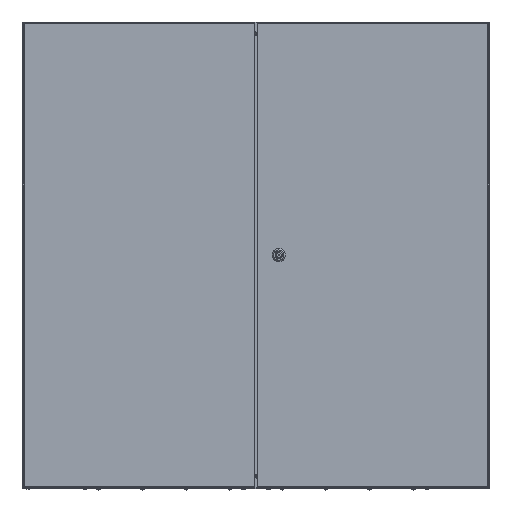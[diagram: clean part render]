
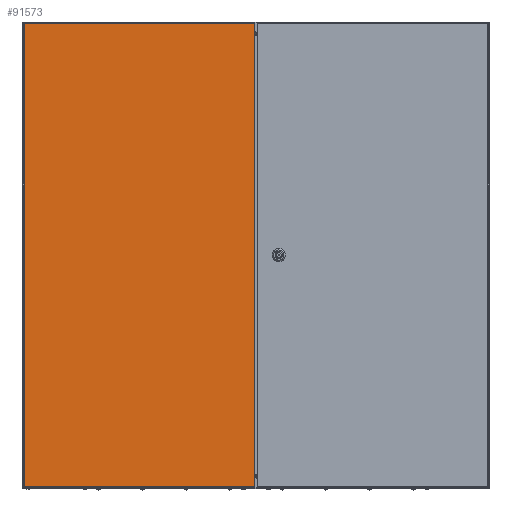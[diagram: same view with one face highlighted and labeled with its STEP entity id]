
A CAD part, top view. The second image highlights one B-rep face of the part: STEP entity #91573.
In plain terms, the highlighted planar face has unit normal (0, 0, 1).
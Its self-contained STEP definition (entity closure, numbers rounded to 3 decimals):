
#1706 = EDGE_LOOP ( 'NONE', ( #34315, #58316, #7930, #32139 ) ) ;
#4693 = FACE_OUTER_BOUND ( 'NONE', #1706, .T. ) ;
#7930 = ORIENTED_EDGE ( 'NONE', *, *, #34424, .T. ) ;
#18117 = CARTESIAN_POINT ( 'NONE',  ( 497.13, 997., 17.5 ) ) ;
#19624 = CARTESIAN_POINT ( 'NONE',  ( 2.63, 3., 17.5 ) ) ;
#21091 = DIRECTION ( 'NONE',  ( 1., 0., 0. ) ) ;
#22908 = DIRECTION ( 'NONE',  ( 0., 1., 0. ) ) ;
#23198 = CARTESIAN_POINT ( 'NONE',  ( 2.63, 997., 17.5 ) ) ;
#23996 = VERTEX_POINT ( 'NONE', #58578 ) ;
#27842 = LINE ( 'NONE', #19624, #62839 ) ;
#32139 = ORIENTED_EDGE ( 'NONE', *, *, #64345, .T. ) ;
#34315 = ORIENTED_EDGE ( 'NONE', *, *, #76206, .T. ) ;
#34424 = EDGE_CURVE ( 'NONE', #96188, #47708, #61947, .T. ) ;
#35847 = DIRECTION ( 'NONE',  ( 0., -1., 0. ) ) ;
#43167 = CARTESIAN_POINT ( 'NONE',  ( 0., 0., 17.5 ) ) ;
#45595 = CARTESIAN_POINT ( 'NONE',  ( 2.63, 997., 17.5 ) ) ;
#47708 = VERTEX_POINT ( 'NONE', #18117 ) ;
#48277 = DIRECTION ( 'NONE',  ( -1., 0., 0. ) ) ;
#51416 = VECTOR ( 'NONE', #22908, 1000. ) ;
#58316 = ORIENTED_EDGE ( 'NONE', *, *, #73136, .T. ) ;
#58578 = CARTESIAN_POINT ( 'NONE',  ( 2.63, 3., 17.5 ) ) ;
#61947 = LINE ( 'NONE', #93392, #51416 ) ;
#62839 = VECTOR ( 'NONE', #89103, 1000. ) ;
#64345 = EDGE_CURVE ( 'NONE', #47708, #95897, #67920, .T. ) ;
#64734 = VECTOR ( 'NONE', #48277, 1000. ) ;
#65683 = LINE ( 'NONE', #90423, #98702 ) ;
#67868 = PLANE ( 'NONE',  #78019 ) ;
#67920 = LINE ( 'NONE', #23198, #64734 ) ;
#73136 = EDGE_CURVE ( 'NONE', #23996, #96188, #27842, .T. ) ;
#76206 = EDGE_CURVE ( 'NONE', #95897, #23996, #65683, .T. ) ;
#78019 = AXIS2_PLACEMENT_3D ( 'NONE', #43167, #97263, #21091 ) ;
#83142 = CARTESIAN_POINT ( 'NONE',  ( 497.13, 3., 17.5 ) ) ;
#89103 = DIRECTION ( 'NONE',  ( 1., 0., 0. ) ) ;
#90423 = CARTESIAN_POINT ( 'NONE',  ( 2.63, 997., 17.5 ) ) ;
#91573 = ADVANCED_FACE ( 'NONE', ( #4693 ), #67868, .T. ) ;
#93392 = CARTESIAN_POINT ( 'NONE',  ( 497.13, 997., 17.5 ) ) ;
#95897 = VERTEX_POINT ( 'NONE', #45595 ) ;
#96188 = VERTEX_POINT ( 'NONE', #83142 ) ;
#97263 = DIRECTION ( 'NONE',  ( 0., 0., 1. ) ) ;
#98702 = VECTOR ( 'NONE', #35847, 1000. ) ;
